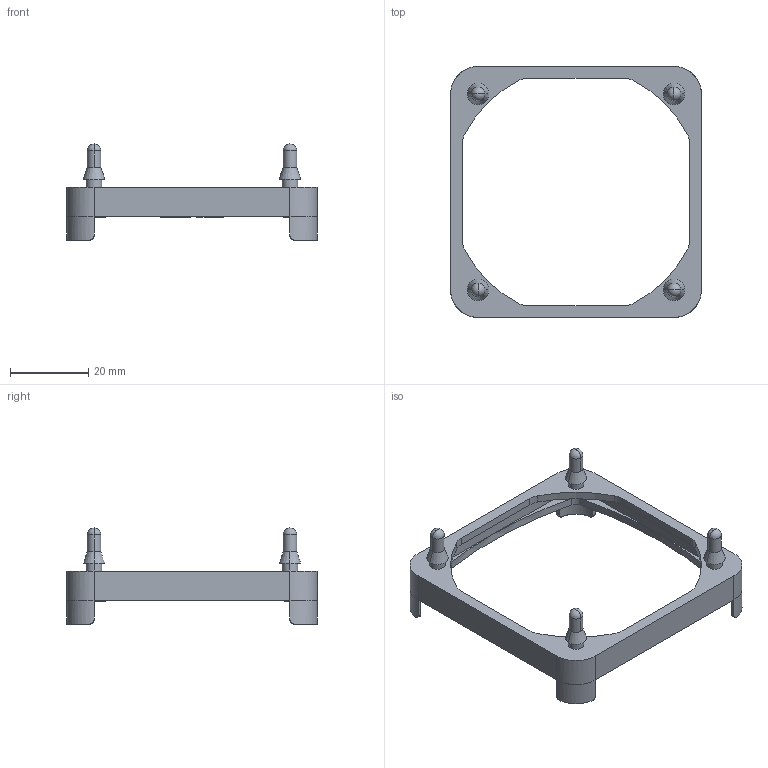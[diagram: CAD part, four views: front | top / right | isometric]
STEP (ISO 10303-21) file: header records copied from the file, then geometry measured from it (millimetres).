
FILE_DESCRIPTION((''),'2;1');
FILE_NAME('SLM-60-30-20.stp','2005-12-08T00:46:25',(''),(''),'Mechanical Desktop.R8.0.24.0','Mechanical Desktop.R8.0.24.0',', , ');
FILE_SCHEMA(('CONFIG_CONTROL_DESIGN'));
Length unit declared in the file: millimetre
Products named in the file (2): SLM-60-30-20 OVA; SLM-60-30-20 OV
Assembly tree (1 placements, depth 2):
  SLM-60-30-20 OVA
    SLM-60-30-20 OV
Bounding box: 64 x 64 x 24.5 mm (x, y, z)
Volume: 6027.6 mm3; surface area: 7211 mm2
Topology: 1 solids, 1 shells, 1213 faces, 3387 edges, 2225 vertices
Faces by surface type: bspline 770, plane 300, cylinder 107, sphere 24, cone 8, torus 4
Entity records: 44805 total; most frequent: CARTESIAN_POINT 18889, ORIENTED_EDGE 6710, EDGE_CURVE 3355, DIRECTION 2936, VERTEX_POINT 2217, B_SPLINE_CURVE_WITH_KNOTS 1556, VECTOR 1552, LINE 1552
